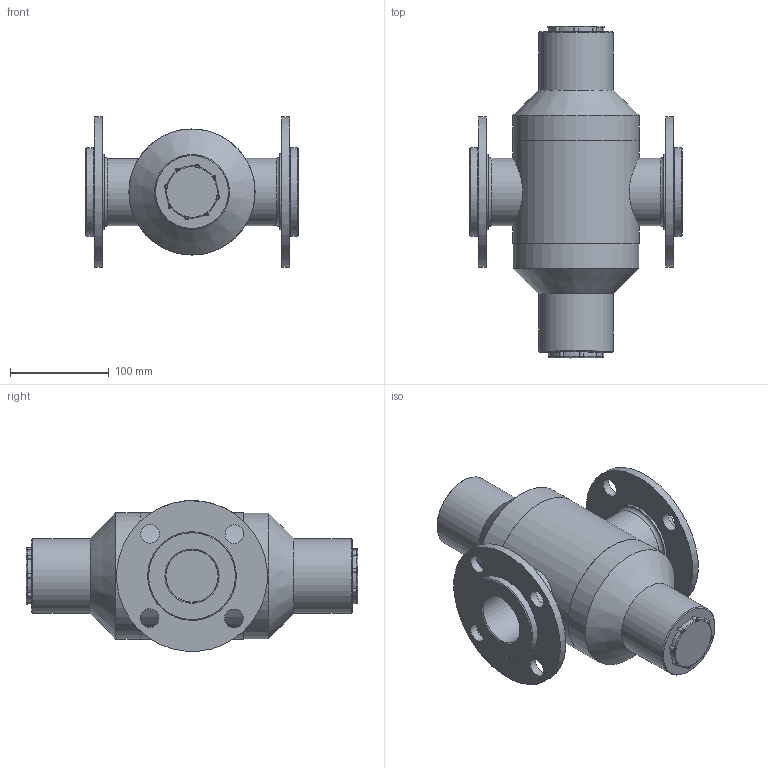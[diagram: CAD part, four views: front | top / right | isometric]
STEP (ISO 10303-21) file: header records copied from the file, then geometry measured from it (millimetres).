
FILE_DESCRIPTION (( 'STEP AP214' ), '1' );
FILE_NAME ('2-1104-0X-150-DUP.step', '2019-07-24T10:26:29', ( '' ), ( '' ), 'SwSTEP 2.0', 'SolidWorks 2019', '' );
FILE_SCHEMA (( 'AUTOMOTIVE_DESIGN' ));
Length unit declared in the file: millimetre
Products named in the file (15): 2 inchduplec_63mm or 2; 63mm Dust Cap; 2 inch Flange stub (NEW); PVC Bonnet all size; 2 inch ANSI 150 SS BR; PVC Bonnet all size_63mm PVC-304; 2-1104-0X-150-DUP; 2 inchduplec
Assembly tree (9 placements, depth 2):
  63mm Dust Cap
  2 inch Flange stub (NEW)
  PVC Bonnet all size
  2 inch ANSI 150 SS BR
  2-1104-0X-150-DUP
    PVC Bonnet all size_63mm PVC-304  x2
    2 inchduplec_63mm or 2
    2 inch ANSI 150 SS BR  x2
    63mm Dust Cap  x2
    2 inch Flange stub (NEW)  x2
Bounding box: 216.09 x 336.8 x 152.66 mm (x, y, z)
Volume: 3204241.9 mm3; surface area: 359925.4 mm2
Topology: 9 solids, 9 shells, 157 faces, 333 edges, 206 vertices
Faces by surface type: cylinder 65, plane 34, torus 34, cone 16, bspline 8
Full cylindrical faces by diameter (mm): 19 x8, 41.5 x2, 43.8 x2, 53 x2, 68.4 x4, 76 x2, 77 x2, 78 x2, 90 x2, 128 x3, 153 x2
Entity records: 4743 total; most frequent: CARTESIAN_POINT 2738, DIRECTION 383, ORIENTED_EDGE 282, AXIS2_PLACEMENT_3D 182, EDGE_CURVE 141, EDGE_LOOP 127, VERTEX_POINT 102, FACE_OUTER_BOUND 100
